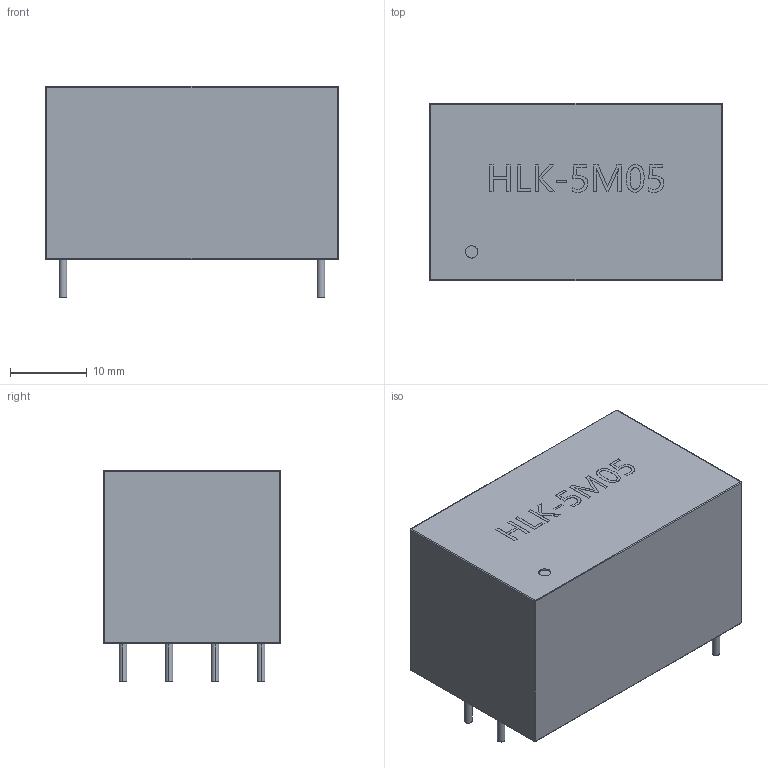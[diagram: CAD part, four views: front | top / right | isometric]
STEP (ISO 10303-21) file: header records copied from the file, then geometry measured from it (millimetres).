
FILE_DESCRIPTION(('Open CASCADE Model'),'2;1');
FILE_NAME('Open CASCADE Shape Model','2025-10-16T12:50:26',('Author'),( 'Open CASCADE'),'Open CASCADE STEP processor 7.8','Open CASCADE 7.8' ,'Unknown');
FILE_SCHEMA(('AUTOMOTIVE_DESIGN { 1 0 10303 214 1 1 1 1 }'));
Length unit declared in the file: millimetre
Products named in the file (1): SOLID
Bounding box: 38.1 x 23.06 x 27.51 mm (x, y, z)
Volume: 19611.6 mm3; surface area: 4591.7 mm2
Topology: 1 solids, 1 shells, 463 faces, 1214 edges, 796 vertices
Faces by surface type: bspline 463
Entity records: 18112 total; most frequent: CARTESIAN_POINT 8521, ORIENTED_EDGE 2412, EDGE_CURVE 1206, B_SPLINE_CURVE_WITH_KNOTS 1122, VERTEX_POINT 796, FACE_BOUND 514, EDGE_LOOP 514, ADVANCED_FACE 463
